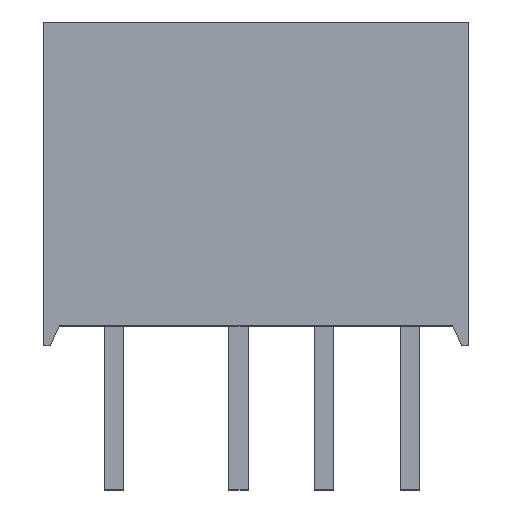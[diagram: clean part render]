
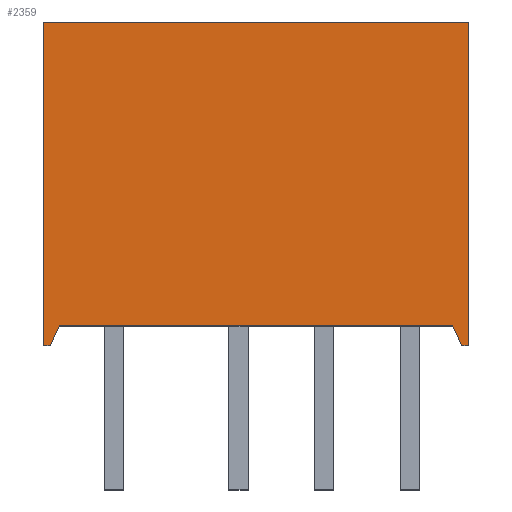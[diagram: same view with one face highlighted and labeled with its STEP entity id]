
A CAD part, top view. The second image highlights one B-rep face of the part: STEP entity #2359.
In plain terms, the highlighted planar face has unit normal (0, 0, 1).
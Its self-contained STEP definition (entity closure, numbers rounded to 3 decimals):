
#15 = ORIENTED_EDGE ( 'NONE', *, *, #2018, .F. ) ;
#32 = EDGE_CURVE ( 'NONE', #1455, #282, #3251, .T. ) ;
#86 = CARTESIAN_POINT ( 'NONE',  ( 0., 0., 0. ) ) ;
#123 = PLANE ( 'NONE',  #2054 ) ;
#182 = DIRECTION ( 'NONE',  ( 0., -1., 0. ) ) ;
#282 = VERTEX_POINT ( 'NONE', #881 ) ;
#356 = CARTESIAN_POINT ( 'NONE',  ( 0., 7.8, 0. ) ) ;
#366 = VERTEX_POINT ( 'NONE', #3759 ) ;
#370 = ORIENTED_EDGE ( 'NONE', *, *, #2882, .T. ) ;
#512 = EDGE_CURVE ( 'NONE', #1650, #282, #2895, .T. ) ;
#525 = ORIENTED_EDGE ( 'NONE', *, *, #512, .F. ) ;
#628 = EDGE_CURVE ( 'NONE', #3640, #1650, #4042, .T. ) ;
#646 = LINE ( 'NONE', #2973, #3991 ) ;
#881 = CARTESIAN_POINT ( 'NONE',  ( 10.5, 0., 0. ) ) ;
#885 = ORIENTED_EDGE ( 'NONE', *, *, #2013, .F. ) ;
#917 = FACE_OUTER_BOUND ( 'NONE', #3165, .T. ) ;
#1165 = EDGE_CURVE ( 'NONE', #3426, #366, #646, .T. ) ;
#1195 = VERTEX_POINT ( 'NONE', #1223 ) ;
#1216 = CARTESIAN_POINT ( 'NONE',  ( 10.73, -0.5, 0. ) ) ;
#1223 = CARTESIAN_POINT ( 'NONE',  ( 0., -0.5, 0. ) ) ;
#1287 = DIRECTION ( 'NONE',  ( -0.418, -0.908, 0. ) ) ;
#1315 = LINE ( 'NONE', #356, #2084 ) ;
#1364 = CARTESIAN_POINT ( 'NONE',  ( 10.73, -0.5, 0. ) ) ;
#1377 = DIRECTION ( 'NONE',  ( 1., 0., 0. ) ) ;
#1381 = CARTESIAN_POINT ( 'NONE',  ( 10.9, -0.5, 0. ) ) ;
#1447 = CARTESIAN_POINT ( 'NONE',  ( 0., -0.5, 0. ) ) ;
#1455 = VERTEX_POINT ( 'NONE', #4167 ) ;
#1599 = EDGE_CURVE ( 'NONE', #1455, #4014, #3693, .T. ) ;
#1650 = VERTEX_POINT ( 'NONE', #1364 ) ;
#1686 = VECTOR ( 'NONE', #3887, 1000. ) ;
#1736 = VECTOR ( 'NONE', #182, 1000. ) ;
#1751 = CARTESIAN_POINT ( 'NONE',  ( 0., 7.8, 0. ) ) ;
#1831 = CARTESIAN_POINT ( 'NONE',  ( 10.9, 7.8, 0. ) ) ;
#1887 = ORIENTED_EDGE ( 'NONE', *, *, #1165, .F. ) ;
#2013 = EDGE_CURVE ( 'NONE', #366, #3640, #3333, .T. ) ;
#2018 = EDGE_CURVE ( 'NONE', #4014, #1195, #2478, .T. ) ;
#2054 = AXIS2_PLACEMENT_3D ( 'NONE', #2777, #2408, #2749 ) ;
#2084 = VECTOR ( 'NONE', #2591, 1000. ) ;
#2359 = ADVANCED_FACE ( 'NONE', ( #917 ), #123, .F. ) ;
#2408 = DIRECTION ( 'NONE',  ( 0., 0., -1. ) ) ;
#2478 = LINE ( 'NONE', #1447, #3841 ) ;
#2509 = DIRECTION ( 'NONE',  ( -0.418, 0.908, 0. ) ) ;
#2590 = VECTOR ( 'NONE', #2671, 1000. ) ;
#2591 = DIRECTION ( 'NONE',  ( 0., -1., 0. ) ) ;
#2671 = DIRECTION ( 'NONE',  ( 1., 0., 0. ) ) ;
#2713 = ORIENTED_EDGE ( 'NONE', *, *, #628, .F. ) ;
#2749 = DIRECTION ( 'NONE',  ( -1., 0., 0. ) ) ;
#2777 = CARTESIAN_POINT ( 'NONE',  ( 0., 7.8, 0. ) ) ;
#2882 = EDGE_CURVE ( 'NONE', #3426, #1195, #1315, .T. ) ;
#2895 = LINE ( 'NONE', #1216, #3132 ) ;
#2942 = VECTOR ( 'NONE', #1287, 1000. ) ;
#2973 = CARTESIAN_POINT ( 'NONE',  ( 0., 7.8, 0. ) ) ;
#3132 = VECTOR ( 'NONE', #2509, 1000. ) ;
#3163 = ORIENTED_EDGE ( 'NONE', *, *, #32, .T. ) ;
#3165 = EDGE_LOOP ( 'NONE', ( #3163, #525, #2713, #885, #1887, #370, #15, #3873 ) ) ;
#3251 = LINE ( 'NONE', #86, #2590 ) ;
#3333 = LINE ( 'NONE', #1831, #1736 ) ;
#3426 = VERTEX_POINT ( 'NONE', #1751 ) ;
#3541 = CARTESIAN_POINT ( 'NONE',  ( 0.17, -0.5, 0. ) ) ;
#3640 = VERTEX_POINT ( 'NONE', #1381 ) ;
#3693 = LINE ( 'NONE', #3541, #2942 ) ;
#3719 = DIRECTION ( 'NONE',  ( -1., 0., 0. ) ) ;
#3759 = CARTESIAN_POINT ( 'NONE',  ( 10.9, 7.8, 0. ) ) ;
#3841 = VECTOR ( 'NONE', #3719, 1000. ) ;
#3851 = CARTESIAN_POINT ( 'NONE',  ( 10.9, -0.5, 0. ) ) ;
#3873 = ORIENTED_EDGE ( 'NONE', *, *, #1599, .F. ) ;
#3887 = DIRECTION ( 'NONE',  ( -1., 0., 0. ) ) ;
#3991 = VECTOR ( 'NONE', #1377, 1000. ) ;
#4014 = VERTEX_POINT ( 'NONE', #4086 ) ;
#4042 = LINE ( 'NONE', #3851, #1686 ) ;
#4086 = CARTESIAN_POINT ( 'NONE',  ( 0.17, -0.5, 0. ) ) ;
#4167 = CARTESIAN_POINT ( 'NONE',  ( 0.4, 0., 0. ) ) ;
